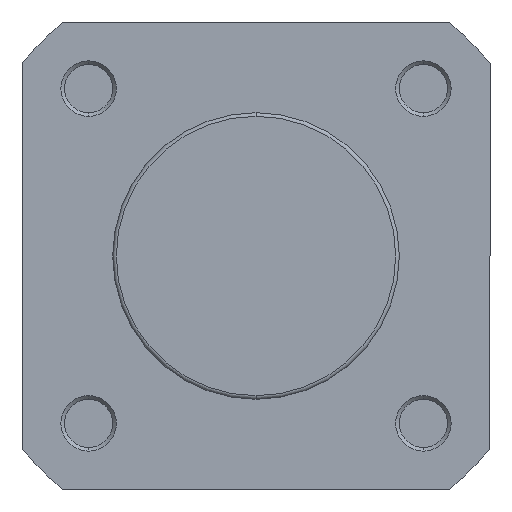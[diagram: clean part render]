
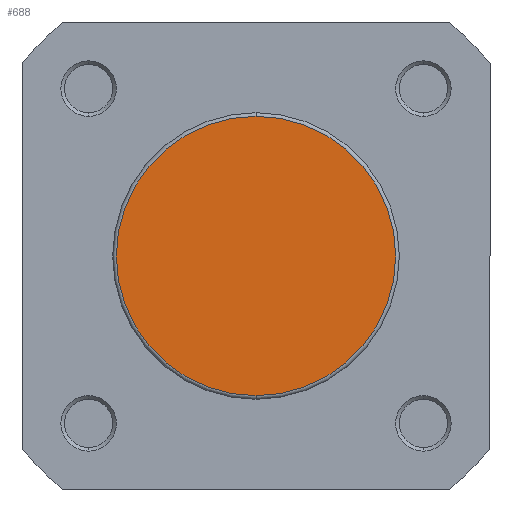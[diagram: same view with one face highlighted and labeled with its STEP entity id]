
A CAD part, left-side view. The second image highlights one B-rep face of the part: STEP entity #688.
In plain terms, the highlighted planar face has unit normal (-1, 0, 0).
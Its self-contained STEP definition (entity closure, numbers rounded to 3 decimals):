
#390 = ORIENTED_EDGE ( 'NONE', *, *, #1966, .T. ) ;
#391 = ORIENTED_EDGE ( 'NONE', *, *, #2025, .T. ) ;
#688 = ADVANCED_FACE ( 'NONE', ( #847 ), #3822, .F. ) ;
#847 = FACE_OUTER_BOUND ( 'NONE', #6212, .T. ) ;
#1196 = CIRCLE ( 'NONE', #2419, 19.4 ) ;
#1280 = CIRCLE ( 'NONE', #6075, 19.4 ) ;
#1966 = EDGE_CURVE ( 'NONE', #3162, #3161, #1196, .T. ) ;
#2025 = EDGE_CURVE ( 'NONE', #3161, #3162, #1280, .T. ) ;
#2387 = AXIS2_PLACEMENT_3D ( 'NONE', #3821, #3824, #3825 ) ;
#2419 = AXIS2_PLACEMENT_3D ( 'NONE', #4229, #4230, #4231 ) ;
#3161 = VERTEX_POINT ( 'NONE', #5784 ) ;
#3162 = VERTEX_POINT ( 'NONE', #5785 ) ;
#3821 = CARTESIAN_POINT ( 'NONE',  ( 0., 19.9, 0. ) ) ;
#3822 = PLANE ( 'NONE',  #2387 ) ;
#3824 = DIRECTION ( 'NONE',  ( 1., 0., 0. ) ) ;
#3825 = DIRECTION ( 'NONE',  ( 0., 0., -1. ) ) ;
#4229 = CARTESIAN_POINT ( 'NONE',  ( 0., 0., 0. ) ) ;
#4230 = DIRECTION ( 'NONE',  ( -1., 0., 0. ) ) ;
#4231 = DIRECTION ( 'NONE',  ( 0., 0., -1. ) ) ;
#4372 = CARTESIAN_POINT ( 'NONE',  ( 0., 0., 0. ) ) ;
#4379 = DIRECTION ( 'NONE',  ( -1., 0., 0. ) ) ;
#4380 = DIRECTION ( 'NONE',  ( 0., 0., -1. ) ) ;
#5784 = CARTESIAN_POINT ( 'NONE',  ( 0., 0., -19.4 ) ) ;
#5785 = CARTESIAN_POINT ( 'NONE',  ( 0., 0., 19.4 ) ) ;
#6075 = AXIS2_PLACEMENT_3D ( 'NONE', #4372, #4379, #4380 ) ;
#6212 = EDGE_LOOP ( 'NONE', ( #391, #390 ) ) ;
